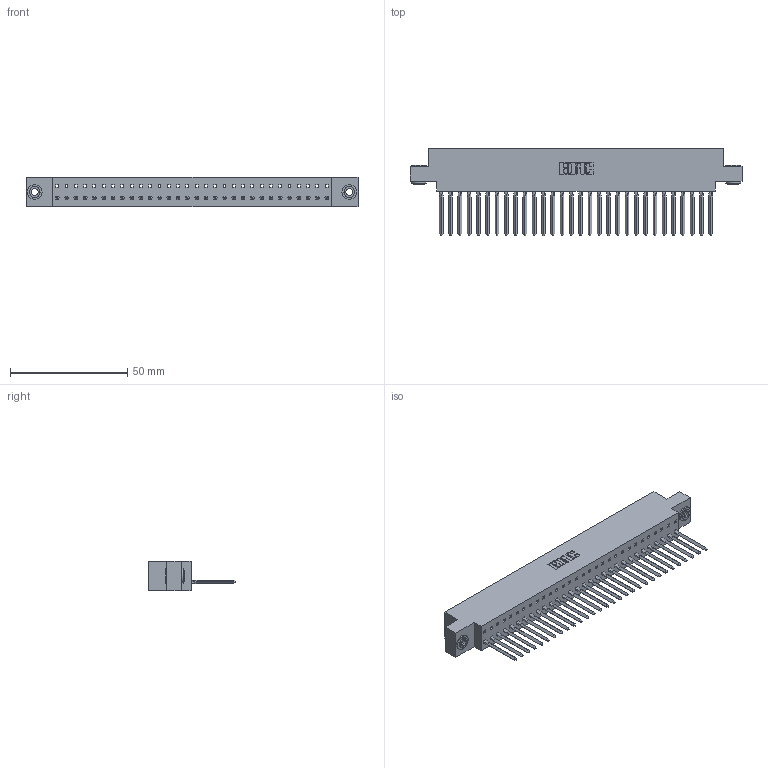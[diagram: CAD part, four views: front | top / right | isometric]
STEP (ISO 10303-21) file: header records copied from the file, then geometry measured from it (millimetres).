
FILE_DESCRIPTION (( 'STEP AP203' ), '1' );
FILE_NAME ('317-030-542-603.STEP', '2020-02-27T20:06:25', ( '' ), ( '' ), 'SwSTEP 2.0', 'SolidWorks 2016', '' );
FILE_SCHEMA (( 'CONFIG_CONTROL_DESIGN' ));
Length unit declared in the file: inch
Products named in the file (4): 317 Part_.156 Dia - TH; 345-250-002_345-250-002-102; 317-290-003_542; 317-030-542-603
Assembly tree (33 placements, depth 2):
  317-030-542-603
    317 Part_.156 Dia - TH
    317-290-003_542  x30
    345-250-002_345-250-002-102  x2
Bounding box: 141.58 x 37.34 x 12.7 mm (x, y, z)
Volume: 21570.5 mm3; surface area: 26266.1 mm2
Topology: 33 solids, 33 shells, 2390 faces, 6861 edges, 4430 vertices
Faces by surface type: plane 1988, cylinder 274, bspline 120, cone 8
Entity records: 43746 total; most frequent: CARTESIAN_POINT 7986, ORIENTED_EDGE 7672, DIRECTION 6454, EDGE_CURVE 3836, LINE 3642, VECTOR 3642, VERTEX_POINT 2550, AXIS2_PLACEMENT_3D 1406
